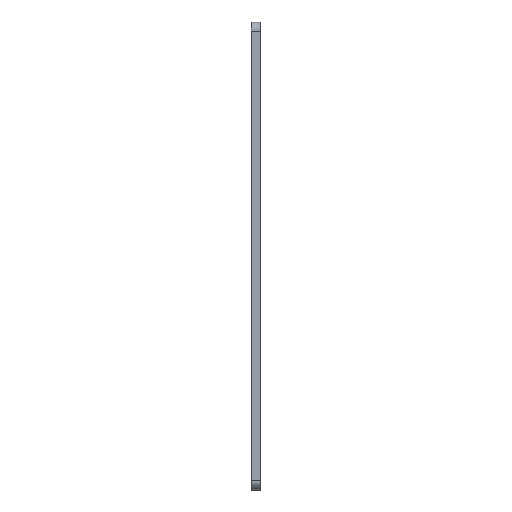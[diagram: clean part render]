
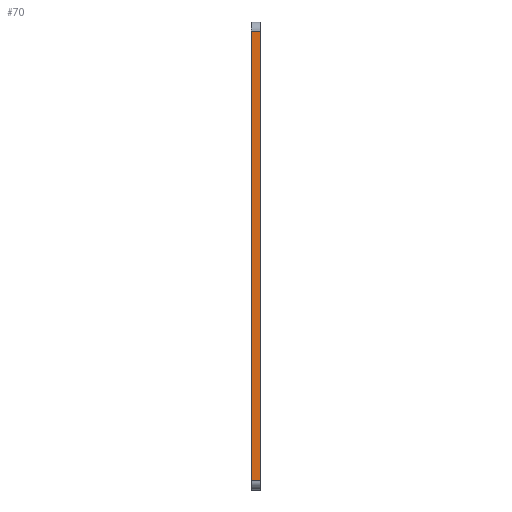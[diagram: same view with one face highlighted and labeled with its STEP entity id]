
A CAD part, left-side view. The second image highlights one B-rep face of the part: STEP entity #70.
In plain terms, the highlighted planar face has unit normal (-1, 0, 0).
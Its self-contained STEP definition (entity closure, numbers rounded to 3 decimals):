
#56 = LINE ( 'NONE', #590, #1082 ) ;
#70 = ADVANCED_FACE ( 'NONE', ( #819 ), #612, .T. ) ;
#74 = CARTESIAN_POINT ( 'NONE',  ( -38., 0., -35. ) ) ;
#107 = ORIENTED_EDGE ( 'NONE', *, *, #732, .T. ) ;
#116 = DIRECTION ( 'NONE',  ( 0., 0., 1. ) ) ;
#169 = VERTEX_POINT ( 'NONE', #1240 ) ;
#340 = LINE ( 'NONE', #520, #980 ) ;
#359 = ORIENTED_EDGE ( 'NONE', *, *, #650, .T. ) ;
#361 = VECTOR ( 'NONE', #1032, 1000. ) ;
#469 = VERTEX_POINT ( 'NONE', #726 ) ;
#486 = DIRECTION ( 'NONE',  ( 0., -1., 0. ) ) ;
#520 = CARTESIAN_POINT ( 'NONE',  ( -38., 3., -38. ) ) ;
#528 = CARTESIAN_POINT ( 'NONE',  ( -38., 0., 115. ) ) ;
#548 = VERTEX_POINT ( 'NONE', #638 ) ;
#590 = CARTESIAN_POINT ( 'NONE',  ( -38., 0., -38. ) ) ;
#612 = PLANE ( 'NONE',  #873 ) ;
#636 = LINE ( 'NONE', #528, #361 ) ;
#638 = CARTESIAN_POINT ( 'NONE',  ( -38., 3., -35. ) ) ;
#650 = EDGE_CURVE ( 'NONE', #1093, #169, #56, .T. ) ;
#664 = ORIENTED_EDGE ( 'NONE', *, *, #767, .F. ) ;
#703 = CARTESIAN_POINT ( 'NONE',  ( -38., 0., -35. ) ) ;
#726 = CARTESIAN_POINT ( 'NONE',  ( -38., 3., 115. ) ) ;
#732 = EDGE_CURVE ( 'NONE', #169, #469, #636, .T. ) ;
#767 = EDGE_CURVE ( 'NONE', #548, #469, #340, .T. ) ;
#819 = FACE_OUTER_BOUND ( 'NONE', #1287, .T. ) ;
#873 = AXIS2_PLACEMENT_3D ( 'NONE', #1100, #1005, #116 ) ;
#929 = DIRECTION ( 'NONE',  ( 0., 0., 1. ) ) ;
#934 = DIRECTION ( 'NONE',  ( 0., 0., 1. ) ) ;
#980 = VECTOR ( 'NONE', #934, 1000. ) ;
#1005 = DIRECTION ( 'NONE',  ( -1., 0., 0. ) ) ;
#1032 = DIRECTION ( 'NONE',  ( 0., 1., 0. ) ) ;
#1076 = LINE ( 'NONE', #74, #1112 ) ;
#1082 = VECTOR ( 'NONE', #929, 1000. ) ;
#1093 = VERTEX_POINT ( 'NONE', #703 ) ;
#1100 = CARTESIAN_POINT ( 'NONE',  ( -38., 0., -38. ) ) ;
#1112 = VECTOR ( 'NONE', #486, 1000. ) ;
#1176 = ORIENTED_EDGE ( 'NONE', *, *, #1188, .T. ) ;
#1188 = EDGE_CURVE ( 'NONE', #548, #1093, #1076, .T. ) ;
#1240 = CARTESIAN_POINT ( 'NONE',  ( -38., 0., 115. ) ) ;
#1287 = EDGE_LOOP ( 'NONE', ( #359, #107, #664, #1176 ) ) ;
